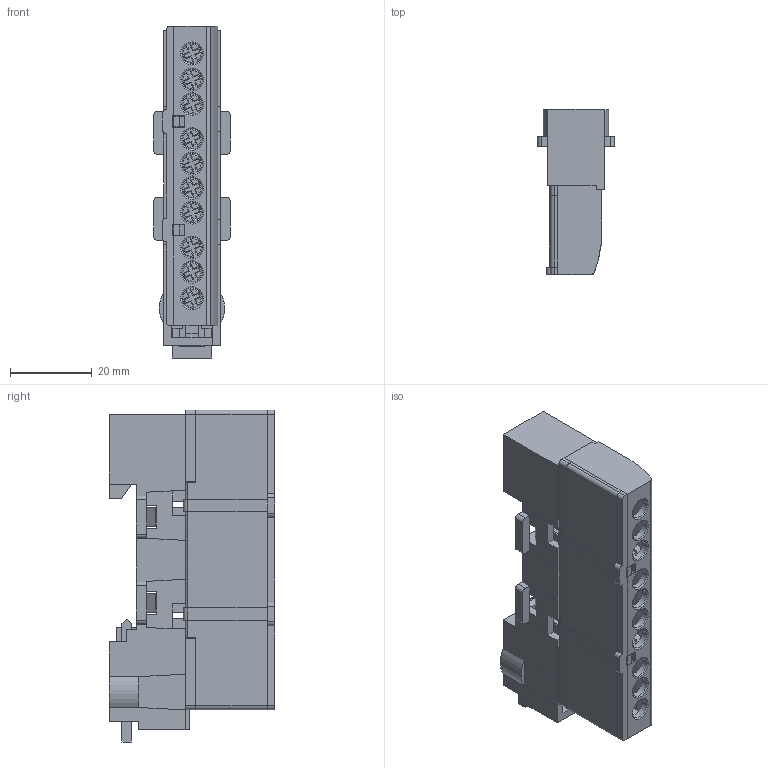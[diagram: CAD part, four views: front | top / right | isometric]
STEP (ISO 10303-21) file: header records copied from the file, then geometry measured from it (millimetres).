
FILE_DESCRIPTION (( 'STEP AP214' ), '1' );
FILE_NAME ('KSN-6-6x9-10 BLUE.STEP', '2023-11-22T12:35:15', ( '' ), ( '' ), 'SwSTEP 2.0', 'SolidWorks 2022', '' );
FILE_SCHEMA (( 'AUTOMOTIVE_DESIGN' ));
Length unit declared in the file: millimetre
Products named in the file (7): Подставка универсал 140421.STEP; КМ Шина 10 - 6х9_(2).STEP; защелка; крышка2 6х9-10_140421.STEP; Винт М4х8.STEP; KSN-6-6x9-10 BLUE; крышка 6х9-10_140421.STEP
Assembly tree (15 placements, depth 2):
  KSN-6-6x9-10 BLUE
    Подставка универсал 140421.STEP
    крышка 6х9-10_140421.STEP
    крышка2 6х9-10_140421.STEP
    КМ Шина 10 - 6х9_(2).STEP
    Винт М4х8.STEP  x10
    защелка
Bounding box: 18.8 x 40.4 x 81.1 mm (x, y, z)
Volume: 21176.5 mm3; surface area: 25144.8 mm2
Topology: 15 solids, 15 shells, 1600 faces, 4337 edges, 2810 vertices
Faces by surface type: plane 986, cylinder 229, bspline 224, cone 101, torus 60
Entity records: 55962 total; most frequent: CARTESIAN_POINT 20566, ORIENTED_EDGE 7342, DIRECTION 5930, EDGE_CURVE 3671, VECTOR 2634, LINE 2634, VERTEX_POINT 2378, AXIS2_PLACEMENT_3D 1648
